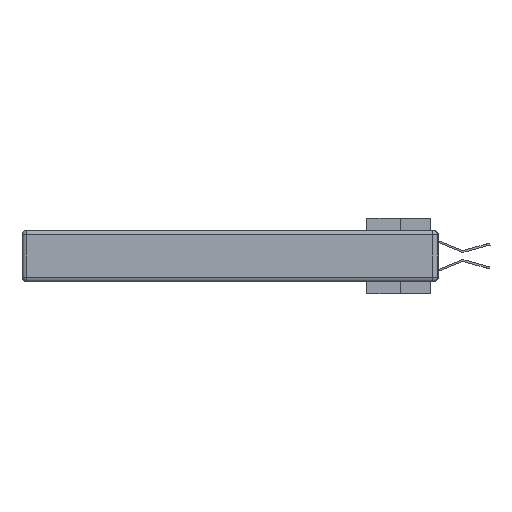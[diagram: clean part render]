
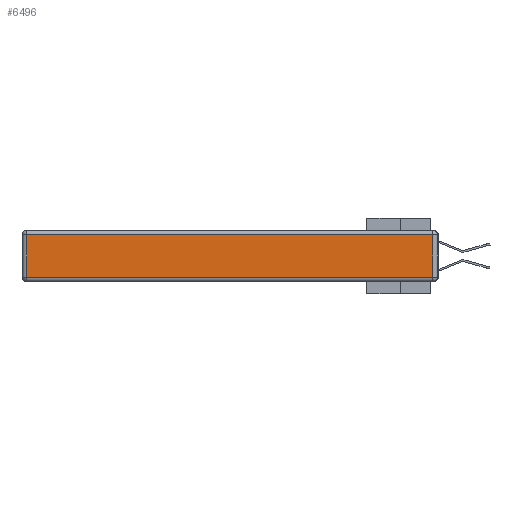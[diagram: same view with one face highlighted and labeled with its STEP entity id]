
A CAD part, left-side view. The second image highlights one B-rep face of the part: STEP entity #6496.
In plain terms, the highlighted planar face has unit normal (-1, 0, 0).
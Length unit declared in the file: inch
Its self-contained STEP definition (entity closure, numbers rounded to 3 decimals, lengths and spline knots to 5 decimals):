
#779 = CARTESIAN_POINT ( 'NONE',  ( 0., 0., -0.343 ) ) ;
#1092 = VERTEX_POINT ( 'NONE', #9968 ) ;
#1708 = ORIENTED_EDGE ( 'NONE', *, *, #31954, .T. ) ;
#2981 = DIRECTION ( 'NONE',  ( -1., 0., 0. ) ) ;
#4889 = LINE ( 'NONE', #15183, #27764 ) ;
#6102 = VERTEX_POINT ( 'NONE', #29308 ) ;
#6346 = EDGE_CURVE ( 'NONE', #6102, #1092, #14139, .T. ) ;
#6496 = ADVANCED_FACE ( 'NONE', ( #20356 ), #30655, .T. ) ;
#8114 = LINE ( 'NONE', #18377, #19119 ) ;
#8478 = EDGE_CURVE ( 'NONE', #32885, #33192, #24007, .T. ) ;
#9968 = CARTESIAN_POINT ( 'NONE',  ( 0., 0.03, -0.313 ) ) ;
#11092 = DIRECTION ( 'NONE',  ( 0., 0., 1. ) ) ;
#11225 = CARTESIAN_POINT ( 'NONE',  ( 0., 2.75, -0.03 ) ) ;
#11959 = DIRECTION ( 'NONE',  ( 0., -1., 0. ) ) ;
#13296 = EDGE_LOOP ( 'NONE', ( #25863, #1708, #27543, #24915 ) ) ;
#14139 = LINE ( 'NONE', #14300, #33268 ) ;
#14300 = CARTESIAN_POINT ( 'NONE',  ( 0., 0., -0.313 ) ) ;
#15016 = CARTESIAN_POINT ( 'NONE',  ( 0., 2.72, -0.03 ) ) ;
#15183 = CARTESIAN_POINT ( 'NONE',  ( 0., 0.03, -0.343 ) ) ;
#15858 = DIRECTION ( 'NONE',  ( 0., 0., -1. ) ) ;
#18377 = CARTESIAN_POINT ( 'NONE',  ( 0., 2.72, -0.343 ) ) ;
#19119 = VECTOR ( 'NONE', #15858, 39.37008 ) ;
#20356 = FACE_OUTER_BOUND ( 'NONE', #13296, .T. ) ;
#21617 = EDGE_CURVE ( 'NONE', #33192, #6102, #8114, .T. ) ;
#22516 = VECTOR ( 'NONE', #31122, 39.37008 ) ;
#22920 = DIRECTION ( 'NONE',  ( 0., 0., 1. ) ) ;
#24007 = LINE ( 'NONE', #11225, #22516 ) ;
#24915 = ORIENTED_EDGE ( 'NONE', *, *, #21617, .T. ) ;
#25863 = ORIENTED_EDGE ( 'NONE', *, *, #6346, .T. ) ;
#26257 = AXIS2_PLACEMENT_3D ( 'NONE', #779, #2981, #11092 ) ;
#27543 = ORIENTED_EDGE ( 'NONE', *, *, #8478, .T. ) ;
#27764 = VECTOR ( 'NONE', #22920, 39.37008 ) ;
#29308 = CARTESIAN_POINT ( 'NONE',  ( 0., 2.72, -0.313 ) ) ;
#30655 = PLANE ( 'NONE',  #26257 ) ;
#31122 = DIRECTION ( 'NONE',  ( 0., 1., 0. ) ) ;
#31954 = EDGE_CURVE ( 'NONE', #1092, #32885, #4889, .T. ) ;
#32885 = VERTEX_POINT ( 'NONE', #33157 ) ;
#33157 = CARTESIAN_POINT ( 'NONE',  ( 0., 0.03, -0.03 ) ) ;
#33192 = VERTEX_POINT ( 'NONE', #15016 ) ;
#33268 = VECTOR ( 'NONE', #11959, 39.37008 ) ;
